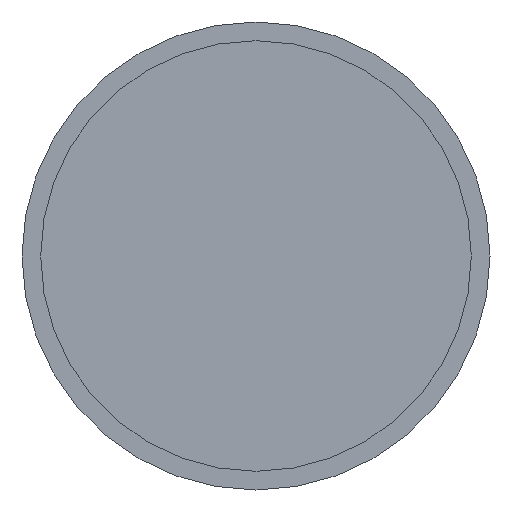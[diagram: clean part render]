
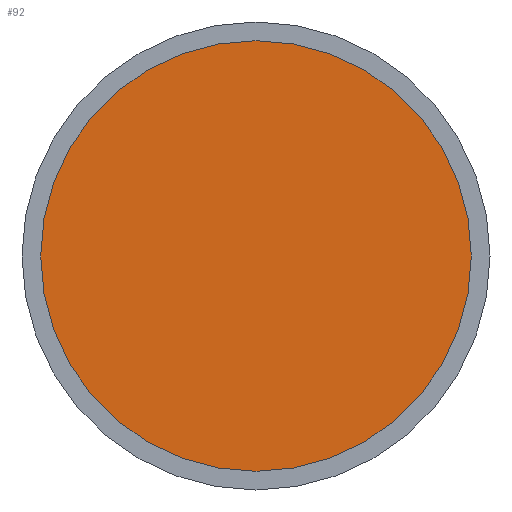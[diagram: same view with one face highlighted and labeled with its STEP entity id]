
A CAD part, front view. The second image highlights one B-rep face of the part: STEP entity #92.
In plain terms, the highlighted planar face has unit normal (0, -1, 0).
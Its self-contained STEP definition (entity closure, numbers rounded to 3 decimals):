
#51 = EDGE_CURVE ( 'NONE', #1426, #784, #1401, .T. ) ;
#79 = CARTESIAN_POINT ( 'NONE',  ( -23., 0., 0. ) ) ;
#92 = ADVANCED_FACE ( 'NONE', ( #961 ), #1402, .F. ) ;
#201 = DIRECTION ( 'NONE',  ( 0., -1., 0. ) ) ;
#309 = CARTESIAN_POINT ( 'NONE',  ( 23., 0., 0. ) ) ;
#366 = EDGE_CURVE ( 'NONE', #784, #1426, #1041, .T. ) ;
#464 = CARTESIAN_POINT ( 'NONE',  ( 0., 0., 0. ) ) ;
#534 = ORIENTED_EDGE ( 'NONE', *, *, #51, .T. ) ;
#577 = DIRECTION ( 'NONE',  ( 1., 0., 0. ) ) ;
#784 = VERTEX_POINT ( 'NONE', #309 ) ;
#961 = FACE_OUTER_BOUND ( 'NONE', #1468, .T. ) ;
#972 = AXIS2_PLACEMENT_3D ( 'NONE', #1506, #1518, #1242 ) ;
#1041 = CIRCLE ( 'NONE', #1260, 23. ) ;
#1242 = DIRECTION ( 'NONE',  ( -1., 0., 0. ) ) ;
#1247 = DIRECTION ( 'NONE',  ( 1., 0., 0. ) ) ;
#1260 = AXIS2_PLACEMENT_3D ( 'NONE', #464, #1514, #1247 ) ;
#1384 = CARTESIAN_POINT ( 'NONE',  ( 0., 0., 0. ) ) ;
#1401 = CIRCLE ( 'NONE', #1687, 23. ) ;
#1402 = PLANE ( 'NONE',  #972 ) ;
#1426 = VERTEX_POINT ( 'NONE', #79 ) ;
#1468 = EDGE_LOOP ( 'NONE', ( #1680, #534 ) ) ;
#1506 = CARTESIAN_POINT ( 'NONE',  ( 0., 0., 0. ) ) ;
#1514 = DIRECTION ( 'NONE',  ( 0., -1., 0. ) ) ;
#1518 = DIRECTION ( 'NONE',  ( 0., 1., 0. ) ) ;
#1680 = ORIENTED_EDGE ( 'NONE', *, *, #366, .T. ) ;
#1687 = AXIS2_PLACEMENT_3D ( 'NONE', #1384, #201, #577 ) ;
